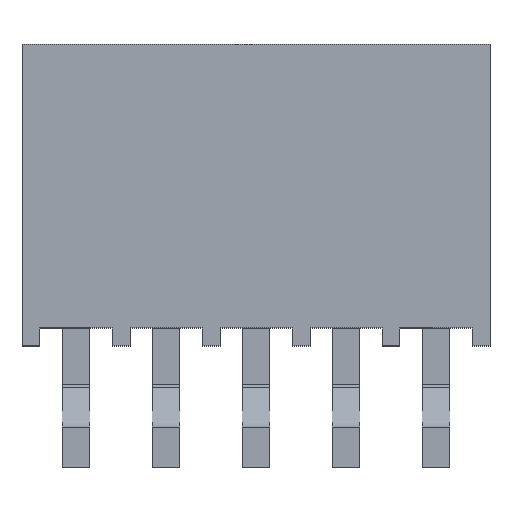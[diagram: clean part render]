
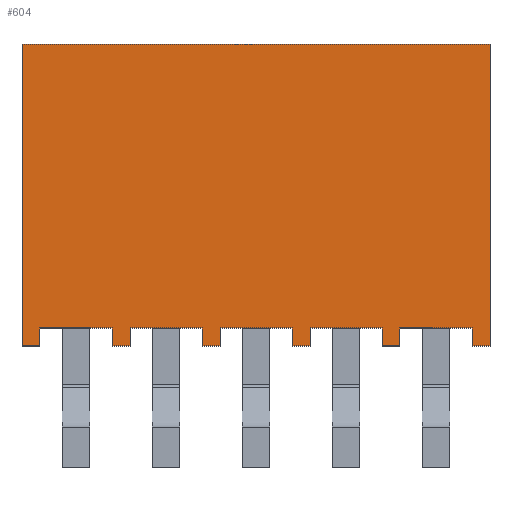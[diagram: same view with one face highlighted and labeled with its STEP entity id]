
A CAD part, top view. The second image highlights one B-rep face of the part: STEP entity #604.
In plain terms, the highlighted planar face has unit normal (0, 0, 1).
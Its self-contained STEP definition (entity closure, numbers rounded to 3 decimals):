
#604=ADVANCED_FACE('',(#1210),#1211,.T.);
#1210=FACE_OUTER_BOUND('',#1815,.T.);
#1211=PLANE('',#1816);
#1815=EDGE_LOOP('',(#3609,#3610,#3611,#3612,#3613,#3614,#3615,#3616,#3617,#3618,#3619,#3620,#3621,#3622,#3623,#3624,#3625,#3626,#3627,#3628,#3629,#3630,#3631,#3632));
#1816=AXIS2_PLACEMENT_3D('',#3633,#3634,#3635);
#3609=ORIENTED_EDGE('',*,*,#4311,.T.);
#3610=ORIENTED_EDGE('',*,*,#4350,.T.);
#3611=ORIENTED_EDGE('',*,*,#4400,.T.);
#3612=ORIENTED_EDGE('',*,*,#4401,.T.);
#3613=ORIENTED_EDGE('',*,*,#4402,.T.);
#3614=ORIENTED_EDGE('',*,*,#4397,.T.);
#3615=ORIENTED_EDGE('',*,*,#4391,.T.);
#3616=ORIENTED_EDGE('',*,*,#4395,.T.);
#3617=ORIENTED_EDGE('',*,*,#4388,.T.);
#3618=ORIENTED_EDGE('',*,*,#4385,.T.);
#3619=ORIENTED_EDGE('',*,*,#4379,.T.);
#3620=ORIENTED_EDGE('',*,*,#4383,.T.);
#3621=ORIENTED_EDGE('',*,*,#4376,.T.);
#3622=ORIENTED_EDGE('',*,*,#4373,.T.);
#3623=ORIENTED_EDGE('',*,*,#4367,.T.);
#3624=ORIENTED_EDGE('',*,*,#4371,.T.);
#3625=ORIENTED_EDGE('',*,*,#4364,.T.);
#3626=ORIENTED_EDGE('',*,*,#4361,.T.);
#3627=ORIENTED_EDGE('',*,*,#4355,.T.);
#3628=ORIENTED_EDGE('',*,*,#4359,.T.);
#3629=ORIENTED_EDGE('',*,*,#4352,.T.);
#3630=ORIENTED_EDGE('',*,*,#4346,.T.);
#3631=ORIENTED_EDGE('',*,*,#4316,.T.);
#3632=ORIENTED_EDGE('',*,*,#4321,.T.);
#3633=CARTESIAN_POINT('',(6.604,4.255,1.207));
#3634=DIRECTION('',(0.0,0.0,1.0));
#3635=DIRECTION('',(1.0,0.0,0.0));
#4311=EDGE_CURVE('',#5339,#5340,#5341,.T.);
#4316=EDGE_CURVE('',#5348,#5349,#5350,.T.);
#4321=EDGE_CURVE('',#5349,#5339,#5357,.T.);
#4346=EDGE_CURVE('',#5402,#5348,#5403,.T.);
#4350=EDGE_CURVE('',#5340,#5406,#5408,.T.);
#4352=EDGE_CURVE('',#5410,#5402,#5411,.T.);
#4355=EDGE_CURVE('',#5414,#5415,#5416,.T.);
#4359=EDGE_CURVE('',#5415,#5410,#5420,.T.);
#4361=EDGE_CURVE('',#5422,#5414,#5423,.T.);
#4364=EDGE_CURVE('',#5426,#5422,#5427,.T.);
#4367=EDGE_CURVE('',#5430,#5431,#5432,.T.);
#4371=EDGE_CURVE('',#5431,#5426,#5436,.T.);
#4373=EDGE_CURVE('',#5438,#5430,#5439,.T.);
#4376=EDGE_CURVE('',#5442,#5438,#5443,.T.);
#4379=EDGE_CURVE('',#5446,#5447,#5448,.T.);
#4383=EDGE_CURVE('',#5447,#5442,#5452,.T.);
#4385=EDGE_CURVE('',#5454,#5446,#5455,.T.);
#4388=EDGE_CURVE('',#5458,#5454,#5459,.T.);
#4391=EDGE_CURVE('',#5462,#5463,#5464,.T.);
#4395=EDGE_CURVE('',#5463,#5458,#5468,.T.);
#4397=EDGE_CURVE('',#5470,#5462,#5471,.T.);
#4400=EDGE_CURVE('',#5406,#5474,#5475,.T.);
#4401=EDGE_CURVE('',#5474,#5476,#5477,.T.);
#4402=EDGE_CURVE('',#5476,#5470,#5478,.T.);
#5339=VERTEX_POINT('',#6835);
#5340=VERTEX_POINT('',#6836);
#5341=LINE('',#6837,#6838);
#5348=VERTEX_POINT('',#6848);
#5349=VERTEX_POINT('',#6849);
#5350=LINE('',#6850,#6851);
#5357=LINE('',#6861,#6862);
#5402=VERTEX_POINT('',#6929);
#5403=LINE('',#6930,#6931);
#5406=VERTEX_POINT('',#6935);
#5408=LINE('',#6938,#6939);
#5410=VERTEX_POINT('',#6941);
#5411=LINE('',#6942,#6943);
#5414=VERTEX_POINT('',#6947);
#5415=VERTEX_POINT('',#6948);
#5416=LINE('',#6949,#6950);
#5420=LINE('',#6956,#6957);
#5422=VERTEX_POINT('',#6959);
#5423=LINE('',#6960,#6961);
#5426=VERTEX_POINT('',#6965);
#5427=LINE('',#6966,#6967);
#5430=VERTEX_POINT('',#6971);
#5431=VERTEX_POINT('',#6972);
#5432=LINE('',#6973,#6974);
#5436=LINE('',#6980,#6981);
#5438=VERTEX_POINT('',#6983);
#5439=LINE('',#6984,#6985);
#5442=VERTEX_POINT('',#6989);
#5443=LINE('',#6990,#6991);
#5446=VERTEX_POINT('',#6995);
#5447=VERTEX_POINT('',#6996);
#5448=LINE('',#6997,#6998);
#5452=LINE('',#7004,#7005);
#5454=VERTEX_POINT('',#7007);
#5455=LINE('',#7008,#7009);
#5458=VERTEX_POINT('',#7013);
#5459=LINE('',#7014,#7015);
#5462=VERTEX_POINT('',#7019);
#5463=VERTEX_POINT('',#7020);
#5464=LINE('',#7021,#7022);
#5468=LINE('',#7028,#7029);
#5470=VERTEX_POINT('',#7031);
#5471=LINE('',#7032,#7033);
#5474=VERTEX_POINT('',#7037);
#5475=LINE('',#7038,#7039);
#5476=VERTEX_POINT('',#7040);
#5477=LINE('',#7041,#7042);
#5478=LINE('',#7043,#7044);
#6835=CARTESIAN_POINT('',(12.7,0.508,1.207));
#6836=CARTESIAN_POINT('',(12.7,0.0,1.207));
#6837=CARTESIAN_POINT('',(12.7,2.131,1.207));
#6838=VECTOR('',#7592,1.0);
#6848=CARTESIAN_POINT('',(10.668,0.0,1.207));
#6849=CARTESIAN_POINT('',(10.668,0.508,1.207));
#6850=CARTESIAN_POINT('',(10.668,2.131,1.207));
#6851=VECTOR('',#7596,1.0);
#6861=CARTESIAN_POINT('',(9.144,0.508,1.207));
#6862=VECTOR('',#7600,1.0);
#6929=CARTESIAN_POINT('',(10.16,0.0,1.207));
#6930=CARTESIAN_POINT('',(6.604,0.0,1.207));
#6931=VECTOR('',#7623,1.0);
#6935=CARTESIAN_POINT('',(13.208,0.0,1.207));
#6938=CARTESIAN_POINT('',(6.604,0.0,1.207));
#6939=VECTOR('',#7626,1.0);
#6941=CARTESIAN_POINT('',(10.16,0.508,1.207));
#6942=CARTESIAN_POINT('',(10.16,2.131,1.207));
#6943=VECTOR('',#7627,1.0);
#6947=CARTESIAN_POINT('',(8.128,0.0,1.207));
#6948=CARTESIAN_POINT('',(8.128,0.508,1.207));
#6949=CARTESIAN_POINT('',(8.128,2.131,1.207));
#6950=VECTOR('',#7629,1.0);
#6956=CARTESIAN_POINT('',(7.874,0.508,1.207));
#6957=VECTOR('',#7632,1.0);
#6959=CARTESIAN_POINT('',(7.62,0.0,1.207));
#6960=CARTESIAN_POINT('',(6.604,0.0,1.207));
#6961=VECTOR('',#7633,1.0);
#6965=CARTESIAN_POINT('',(7.62,0.508,1.207));
#6966=CARTESIAN_POINT('',(7.62,2.131,1.207));
#6967=VECTOR('',#7635,1.0);
#6971=CARTESIAN_POINT('',(5.588,0.0,1.207));
#6972=CARTESIAN_POINT('',(5.588,0.508,1.207));
#6973=CARTESIAN_POINT('',(5.588,2.131,1.207));
#6974=VECTOR('',#7637,1.0);
#6980=CARTESIAN_POINT('',(6.604,0.508,1.207));
#6981=VECTOR('',#7640,1.0);
#6983=CARTESIAN_POINT('',(5.08,0.0,1.207));
#6984=CARTESIAN_POINT('',(6.604,0.0,1.207));
#6985=VECTOR('',#7641,1.0);
#6989=CARTESIAN_POINT('',(5.08,0.508,1.207));
#6990=CARTESIAN_POINT('',(5.08,2.131,1.207));
#6991=VECTOR('',#7643,1.0);
#6995=CARTESIAN_POINT('',(3.048,0.0,1.207));
#6996=CARTESIAN_POINT('',(3.048,0.508,1.207));
#6997=CARTESIAN_POINT('',(3.048,2.131,1.207));
#6998=VECTOR('',#7645,1.0);
#7004=CARTESIAN_POINT('',(5.334,0.508,1.207));
#7005=VECTOR('',#7648,1.0);
#7007=CARTESIAN_POINT('',(2.54,0.0,1.207));
#7008=CARTESIAN_POINT('',(6.604,0.0,1.207));
#7009=VECTOR('',#7649,1.0);
#7013=CARTESIAN_POINT('',(2.54,0.508,1.207));
#7014=CARTESIAN_POINT('',(2.54,2.131,1.207));
#7015=VECTOR('',#7651,1.0);
#7019=CARTESIAN_POINT('',(0.508,0.0,1.207));
#7020=CARTESIAN_POINT('',(0.508,0.508,1.207));
#7021=CARTESIAN_POINT('',(0.508,2.131,1.207));
#7022=VECTOR('',#7653,1.0);
#7028=CARTESIAN_POINT('',(4.064,0.508,1.207));
#7029=VECTOR('',#7656,1.0);
#7031=CARTESIAN_POINT('',(0.0,0.0,1.207));
#7032=CARTESIAN_POINT('',(6.604,0.0,1.207));
#7033=VECTOR('',#7657,1.0);
#7037=CARTESIAN_POINT('',(13.208,8.509,1.207));
#7038=CARTESIAN_POINT('',(13.208,4.255,1.207));
#7039=VECTOR('',#7659,1.0);
#7040=CARTESIAN_POINT('',(0.0,8.509,1.207));
#7041=CARTESIAN_POINT('',(6.604,8.509,1.207));
#7042=VECTOR('',#7660,1.0);
#7043=CARTESIAN_POINT('',(0.0,4.255,1.207));
#7044=VECTOR('',#7661,1.0);
#7592=DIRECTION('',(0.0,-1.0,0.0));
#7596=DIRECTION('',(0.0,1.0,0.0));
#7600=DIRECTION('',(1.0,0.0,-0.0));
#7623=DIRECTION('',(1.0,0.0,0.0));
#7626=DIRECTION('',(1.0,0.0,0.0));
#7627=DIRECTION('',(0.0,-1.0,0.0));
#7629=DIRECTION('',(0.0,1.0,0.0));
#7632=DIRECTION('',(1.0,0.0,-0.0));
#7633=DIRECTION('',(1.0,0.0,0.0));
#7635=DIRECTION('',(0.0,-1.0,0.0));
#7637=DIRECTION('',(0.0,1.0,0.0));
#7640=DIRECTION('',(1.0,0.0,-0.0));
#7641=DIRECTION('',(1.0,0.0,0.0));
#7643=DIRECTION('',(0.0,-1.0,0.0));
#7645=DIRECTION('',(0.0,1.0,0.0));
#7648=DIRECTION('',(1.0,0.0,-0.0));
#7649=DIRECTION('',(1.0,0.0,0.0));
#7651=DIRECTION('',(0.0,-1.0,0.0));
#7653=DIRECTION('',(0.0,1.0,0.0));
#7656=DIRECTION('',(1.0,0.0,-0.0));
#7657=DIRECTION('',(1.0,0.0,0.0));
#7659=DIRECTION('',(0.0,1.0,0.0));
#7660=DIRECTION('',(-1.0,0.0,0.0));
#7661=DIRECTION('',(0.0,-1.0,0.0));
